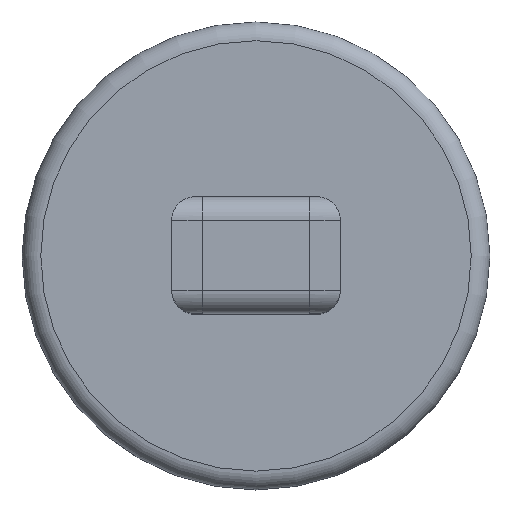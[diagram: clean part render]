
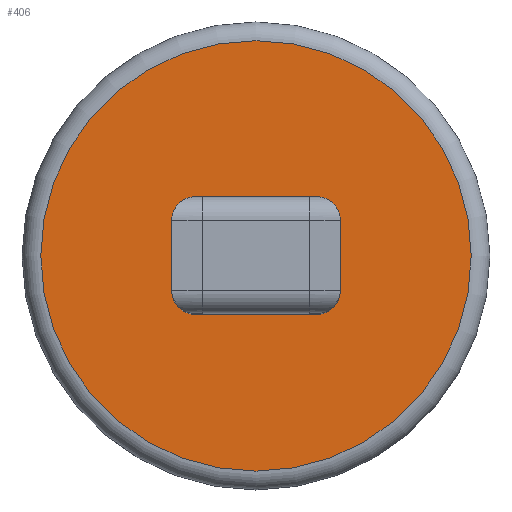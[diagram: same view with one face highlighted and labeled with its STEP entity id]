
A CAD part, top view. The second image highlights one B-rep face of the part: STEP entity #406.
In plain terms, the highlighted planar face has unit normal (0, 0, 1).
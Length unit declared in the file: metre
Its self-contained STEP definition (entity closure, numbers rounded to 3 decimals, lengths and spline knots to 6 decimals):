
#30=LINE('',#628,#64);
#31=LINE('',#633,#65);
#32=LINE('',#637,#66);
#33=LINE('',#641,#67);
#64=VECTOR('',#498,1.);
#65=VECTOR('',#501,1.);
#66=VECTOR('',#504,1.);
#67=VECTOR('',#507,1.);
#98=ORIENTED_EDGE('',*,*,#212,.T.);
#99=ORIENTED_EDGE('',*,*,#213,.F.);
#100=ORIENTED_EDGE('',*,*,#214,.T.);
#101=ORIENTED_EDGE('',*,*,#215,.T.);
#102=ORIENTED_EDGE('',*,*,#216,.T.);
#103=ORIENTED_EDGE('',*,*,#217,.T.);
#104=ORIENTED_EDGE('',*,*,#218,.T.);
#105=ORIENTED_EDGE('',*,*,#219,.F.);
#106=ORIENTED_EDGE('',*,*,#220,.T.);
#212=EDGE_CURVE('',#269,#269,#308,.T.);
#213=EDGE_CURVE('',#270,#271,#30,.T.);
#214=EDGE_CURVE('',#270,#272,#309,.F.);
#215=EDGE_CURVE('',#272,#273,#31,.T.);
#216=EDGE_CURVE('',#273,#274,#310,.F.);
#217=EDGE_CURVE('',#274,#275,#32,.T.);
#218=EDGE_CURVE('',#275,#276,#311,.F.);
#219=EDGE_CURVE('',#277,#276,#33,.T.);
#220=EDGE_CURVE('',#277,#271,#312,.F.);
#269=VERTEX_POINT('',#627);
#270=VERTEX_POINT('',#629);
#271=VERTEX_POINT('',#630);
#272=VERTEX_POINT('',#632);
#273=VERTEX_POINT('',#634);
#274=VERTEX_POINT('',#636);
#275=VERTEX_POINT('',#638);
#276=VERTEX_POINT('',#640);
#277=VERTEX_POINT('',#642);
#308=CIRCLE('',#445,0.046);
#309=CIRCLE('',#446,0.005);
#310=CIRCLE('',#447,0.005);
#311=CIRCLE('',#448,0.005);
#312=CIRCLE('',#449,0.005);
#327=EDGE_LOOP('',(#98));
#328=EDGE_LOOP('',(#99,#100,#101,#102,#103,#104,#105,#106));
#361=FACE_BOUND('',#327,.T.);
#362=FACE_BOUND('',#328,.T.);
#395=PLANE('',#444);
#406=ADVANCED_FACE('',(#361,#362),#395,.T.);
#444=AXIS2_PLACEMENT_3D('',#625,#494,#495);
#445=AXIS2_PLACEMENT_3D('',#626,#496,#497);
#446=AXIS2_PLACEMENT_3D('',#631,#499,#500);
#447=AXIS2_PLACEMENT_3D('',#635,#502,#503);
#448=AXIS2_PLACEMENT_3D('',#639,#505,#506);
#449=AXIS2_PLACEMENT_3D('',#643,#508,#509);
#494=DIRECTION('',(0.,0.,1.));
#495=DIRECTION('',(1.,0.,0.));
#496=DIRECTION('',(0.,0.,1.));
#497=DIRECTION('',(1.,0.,0.));
#498=DIRECTION('',(1.,0.,0.));
#499=DIRECTION('',(0.,0.,1.));
#500=DIRECTION('',(1.,0.,0.));
#501=DIRECTION('',(0.,1.,0.));
#502=DIRECTION('',(0.,0.,1.));
#503=DIRECTION('',(1.,0.,0.));
#504=DIRECTION('',(1.,0.,0.));
#505=DIRECTION('',(0.,0.,1.));
#506=DIRECTION('',(1.,0.,0.));
#507=DIRECTION('',(0.,1.,0.));
#508=DIRECTION('',(0.,0.,1.));
#509=DIRECTION('',(1.,0.,0.));
#625=CARTESIAN_POINT('',(0.,0.,0.0463));
#626=CARTESIAN_POINT('',(0.,0.,0.0463));
#627=CARTESIAN_POINT('',(0.046,0.,0.0463));
#628=CARTESIAN_POINT('',(0.,-0.0125,0.0463));
#629=CARTESIAN_POINT('',(-0.013,-0.0125,0.0463));
#630=CARTESIAN_POINT('',(0.013,-0.0125,0.0463));
#631=CARTESIAN_POINT('',(-0.013,-0.0075,0.0463));
#632=CARTESIAN_POINT('',(-0.018,-0.0075,0.0463));
#633=CARTESIAN_POINT('',(-0.018,0.,0.0463));
#634=CARTESIAN_POINT('',(-0.018,0.0075,0.0463));
#635=CARTESIAN_POINT('',(-0.013,0.0075,0.0463));
#636=CARTESIAN_POINT('',(-0.013,0.0125,0.0463));
#637=CARTESIAN_POINT('',(0.,0.0125,0.0463));
#638=CARTESIAN_POINT('',(0.013,0.0125,0.0463));
#639=CARTESIAN_POINT('',(0.013,0.0075,0.0463));
#640=CARTESIAN_POINT('',(0.018,0.0075,0.0463));
#641=CARTESIAN_POINT('',(0.018,0.,0.0463));
#642=CARTESIAN_POINT('',(0.018,-0.0075,0.0463));
#643=CARTESIAN_POINT('',(0.013,-0.0075,0.0463));
